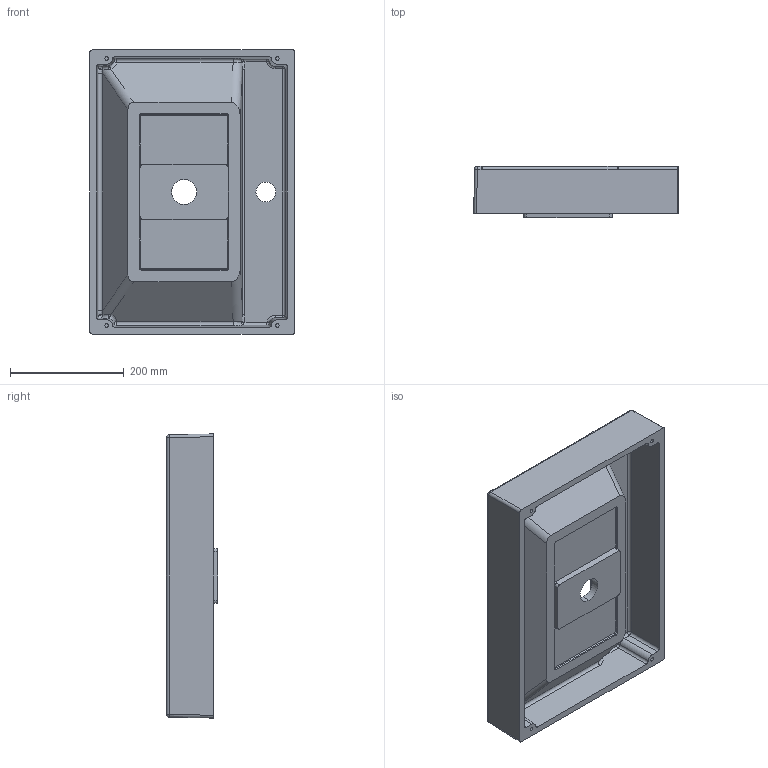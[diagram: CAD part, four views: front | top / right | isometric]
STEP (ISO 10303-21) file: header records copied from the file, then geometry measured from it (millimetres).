
FILE_DESCRIPTION (( 'STEP AP203' ), '1' );
FILE_NAME ('6229410511.step', '2020-12-18T12:37:02', ( 'admin' ), ( '' ), 'SwSTEP 2.0', 'SolidWorks 2019', '' );
FILE_SCHEMA (( 'CONFIG_CONTROL_DESIGN' ));
Length unit declared in the file: millimetre
Products named in the file (1): 6229410511
Bounding box: 360 x 90 x 500 mm (x, y, z)
Volume: 4562597.4 mm3; surface area: 677950 mm2
Topology: 1 solids, 1 shells, 176 faces, 435 edges, 250 vertices
Faces by surface type: cylinder 77, plane 46, bspline 29, sphere 20, cone 2, torus 2
Entity records: 5626 total; most frequent: CARTESIAN_POINT 1883, ORIENTED_EDGE 826, DIRECTION 724, EDGE_CURVE 413, AXIS2_PLACEMENT_3D 271, VERTEX_POINT 244, EDGE_LOOP 185, LINE 182
